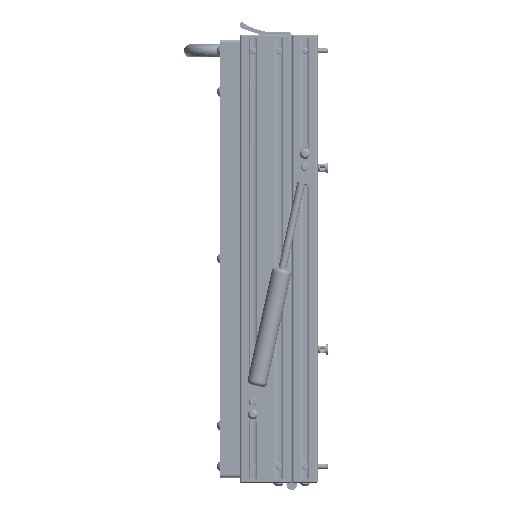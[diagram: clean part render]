
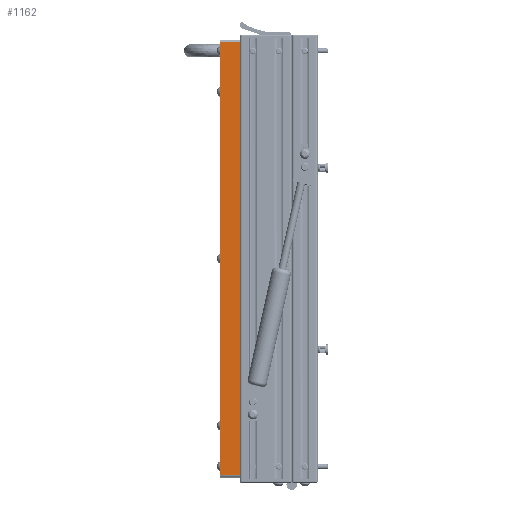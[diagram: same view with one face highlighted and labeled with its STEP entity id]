
A CAD part, left-side view. The second image highlights one B-rep face of the part: STEP entity #1162.
In plain terms, the highlighted planar face has unit normal (-1, 0, 0).
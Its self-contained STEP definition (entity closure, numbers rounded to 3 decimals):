
#1162 = ADVANCED_FACE ( 'NONE', ( #33790 ), #3425, .F. ) ;
#2334 = ORIENTED_EDGE ( 'NONE', *, *, #43652, .T. ) ;
#3425 = PLANE ( 'NONE',  #53676 ) ;
#5286 = CARTESIAN_POINT ( 'NONE',  ( -103., 7.5, -168.5 ) ) ;
#8261 = DIRECTION ( 'NONE',  ( 0., 0., -1. ) ) ;
#9734 = CARTESIAN_POINT ( 'NONE',  ( -103., -7.5, 166.5 ) ) ;
#10387 = DIRECTION ( 'NONE',  ( 0., 0., 1. ) ) ;
#11464 = LINE ( 'NONE', #49769, #17863 ) ;
#12086 = VERTEX_POINT ( 'NONE', #27992 ) ;
#12940 = ORIENTED_EDGE ( 'NONE', *, *, #41246, .T. ) ;
#13123 = ORIENTED_EDGE ( 'NONE', *, *, #52900, .F. ) ;
#15407 = VERTEX_POINT ( 'NONE', #17545 ) ;
#16263 = VECTOR ( 'NONE', #34299, 1000. ) ;
#16476 = CARTESIAN_POINT ( 'NONE',  ( -103., 7.5, -168.5 ) ) ;
#16767 = DIRECTION ( 'NONE',  ( 1., 0., 0. ) ) ;
#16998 = CARTESIAN_POINT ( 'NONE',  ( -103., -7.5, -168.5 ) ) ;
#17545 = CARTESIAN_POINT ( 'NONE',  ( -103., -7.5, -166.5 ) ) ;
#17863 = VECTOR ( 'NONE', #45489, 1000. ) ;
#20175 = EDGE_CURVE ( 'NONE', #50456, #47574, #49664, .T. ) ;
#21191 = CARTESIAN_POINT ( 'NONE',  ( -103., 7.5, 166.5 ) ) ;
#25214 = EDGE_LOOP ( 'NONE', ( #13123, #12940, #2334, #27434 ) ) ;
#27434 = ORIENTED_EDGE ( 'NONE', *, *, #20175, .T. ) ;
#27992 = CARTESIAN_POINT ( 'NONE',  ( -103., 7.5, -166.5 ) ) ;
#29429 = VECTOR ( 'NONE', #10387, 1000. ) ;
#33790 = FACE_OUTER_BOUND ( 'NONE', #25214, .T. ) ;
#34299 = DIRECTION ( 'NONE',  ( 0., 0., 1. ) ) ;
#36197 = LINE ( 'NONE', #5286, #29429 ) ;
#38482 = DIRECTION ( 'NONE',  ( 0., 1., 0. ) ) ;
#38550 = LINE ( 'NONE', #16998, #16263 ) ;
#41246 = EDGE_CURVE ( 'NONE', #12086, #15407, #11464, .T. ) ;
#43652 = EDGE_CURVE ( 'NONE', #15407, #50456, #38550, .T. ) ;
#43685 = CARTESIAN_POINT ( 'NONE',  ( -103., 7.5, 166.5 ) ) ;
#45048 = VECTOR ( 'NONE', #38482, 1000. ) ;
#45489 = DIRECTION ( 'NONE',  ( 0., -1., 0. ) ) ;
#47574 = VERTEX_POINT ( 'NONE', #43685 ) ;
#49664 = LINE ( 'NONE', #21191, #45048 ) ;
#49769 = CARTESIAN_POINT ( 'NONE',  ( -103., 7.5, -166.5 ) ) ;
#50456 = VERTEX_POINT ( 'NONE', #9734 ) ;
#52900 = EDGE_CURVE ( 'NONE', #12086, #47574, #36197, .T. ) ;
#53676 = AXIS2_PLACEMENT_3D ( 'NONE', #16476, #16767, #8261 ) ;
